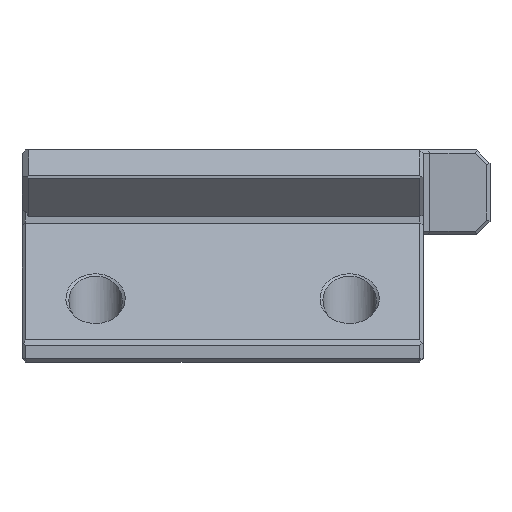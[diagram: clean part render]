
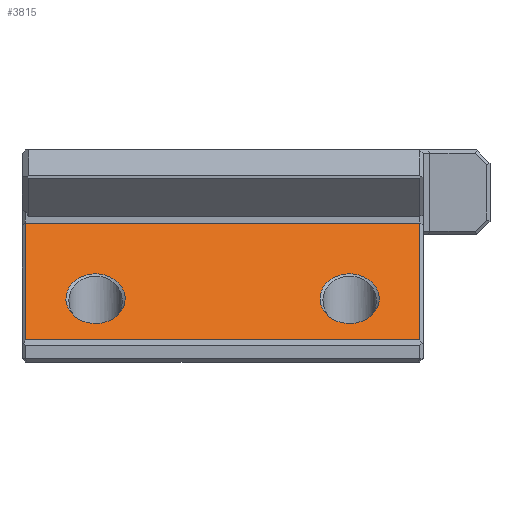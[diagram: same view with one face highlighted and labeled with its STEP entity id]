
A CAD part, left-side view. The second image highlights one B-rep face of the part: STEP entity #3815.
In plain terms, the highlighted planar face has unit normal (-0.643, 0, 0.766).
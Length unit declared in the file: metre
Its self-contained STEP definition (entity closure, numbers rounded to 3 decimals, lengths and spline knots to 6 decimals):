
#75=B_SPLINE_CURVE_WITH_KNOTS('',3,(#5945,#5946,#5947,#5948,#5949,#5950,
#5951,#5952,#5953,#5954,#5955,#5956,#5957,#5958,#5959,#5960,#5961,#5962,
#5963),.UNSPECIFIED.,.T.,.F.,(1,1,1,1,1,1,1,1,1,1,1,1,1,1,1,1,1,1,1,1,1,
1,1),(-0.190789,-0.128289,-0.065789,0.,0.059375,
0.121719,0.184211,0.246711,0.309211,0.371711,
0.434211,0.496711,0.559211,0.621711,
0.684211,0.746711,0.809211,0.871711,
0.934211,1.,1.059375,1.121719,1.184211),.UNSPECIFIED.);
#76=B_SPLINE_CURVE_WITH_KNOTS('',3,(#5965,#5966,#5967,#5968,#5969,#5970,
#5971,#5972,#5973,#5974,#5975,#5976,#5977,#5978,#5979,#5980,#5981,#5982,
#5983),.UNSPECIFIED.,.T.,.F.,(1,1,1,1,1,1,1,1,1,1,1,1,1,1,1,1,1,1,1,1,1,
1,1),(-0.190789,-0.128289,-0.065789,0.,0.059375,
0.121719,0.184211,0.246711,0.309211,0.371711,
0.434211,0.496711,0.559211,0.621711,
0.684211,0.746711,0.809211,0.871711,
0.934211,1.,1.059375,1.121719,1.184211),.UNSPECIFIED.);
#353=ORIENTED_EDGE('',*,*,#1439,.T.);
#354=ORIENTED_EDGE('',*,*,#1440,.T.);
#355=ORIENTED_EDGE('',*,*,#1441,.T.);
#356=ORIENTED_EDGE('',*,*,#1442,.T.);
#357=ORIENTED_EDGE('',*,*,#1443,.T.);
#358=ORIENTED_EDGE('',*,*,#1444,.T.);
#1439=EDGE_CURVE('',#1966,#1966,#75,.T.);
#1440=EDGE_CURVE('',#1967,#1967,#76,.T.);
#1441=EDGE_CURVE('',#1968,#1969,#2295,.T.);
#1442=EDGE_CURVE('',#1969,#1970,#2296,.T.);
#1443=EDGE_CURVE('',#1970,#1971,#2297,.T.);
#1444=EDGE_CURVE('',#1971,#1968,#2298,.T.);
#1966=VERTEX_POINT('',#5964);
#1967=VERTEX_POINT('',#5984);
#1968=VERTEX_POINT('',#5986);
#1969=VERTEX_POINT('',#5987);
#1970=VERTEX_POINT('',#5989);
#1971=VERTEX_POINT('',#5991);
#2295=LINE('',#5985,#2740);
#2296=LINE('',#5988,#2741);
#2297=LINE('',#5990,#2742);
#2298=LINE('',#5992,#2743);
#2740=VECTOR('',#4553,1.);
#2741=VECTOR('',#4554,1.);
#2742=VECTOR('',#4555,1.);
#2743=VECTOR('',#4556,1.);
#3126=EDGE_LOOP('',(#353));
#3127=EDGE_LOOP('',(#354));
#3128=EDGE_LOOP('',(#355,#356,#357,#358));
#3382=FACE_BOUND('',#3126,.T.);
#3383=FACE_BOUND('',#3127,.T.);
#3384=FACE_BOUND('',#3128,.T.);
#3626=PLANE('',#4092);
#3815=ADVANCED_FACE('',(#3382,#3383,#3384),#3626,.F.);
#4092=AXIS2_PLACEMENT_3D('',#5944,#4551,#4552);
#4551=DIRECTION('',(0.643,0.,-0.766));
#4552=DIRECTION('',(-0.766,0.,-0.643));
#4553=DIRECTION('',(-0.766,0.,-0.643));
#4554=DIRECTION('',(0.,-1.,0.));
#4555=DIRECTION('',(0.766,0.,0.643));
#4556=DIRECTION('',(0.,1.,0.));
#5944=CARTESIAN_POINT('',(-0.0294,-0.06,-0.010894));
#5945=CARTESIAN_POINT('',(-0.036447,-0.012801,-0.016807));
#5946=CARTESIAN_POINT('',(-0.036823,-0.011058,-0.017123));
#5947=CARTESIAN_POINT('',(-0.036486,-0.009326,-0.01684));
#5948=CARTESIAN_POINT('',(-0.035555,-0.007849,-0.016059));
#5949=CARTESIAN_POINT('',(-0.034102,-0.006847,-0.01484));
#5950=CARTESIAN_POINT('',(-0.032368,-0.006453,-0.013385));
#5951=CARTESIAN_POINT('',(-0.03063,-0.006772,-0.011927));
#5952=CARTESIAN_POINT('',(-0.029126,-0.00772,-0.010665));
#5953=CARTESIAN_POINT('',(-0.028122,-0.009174,-0.009822));
#5954=CARTESIAN_POINT('',(-0.027729,-0.010908,-0.009492));
#5955=CARTESIAN_POINT('',(-0.028048,-0.012646,-0.00976));
#5956=CARTESIAN_POINT('',(-0.028996,-0.01415,-0.010555));
#5957=CARTESIAN_POINT('',(-0.03045,-0.015153,-0.011775));
#5958=CARTESIAN_POINT('',(-0.032183,-0.015547,-0.01323));
#5959=CARTESIAN_POINT('',(-0.033921,-0.015228,-0.014688));
#5960=CARTESIAN_POINT('',(-0.035425,-0.01428,-0.01595));
#5961=CARTESIAN_POINT('',(-0.036447,-0.012801,-0.016807));
#5962=CARTESIAN_POINT('',(-0.036823,-0.011058,-0.017123));
#5963=CARTESIAN_POINT('',(-0.036486,-0.009326,-0.01684));
#5964=CARTESIAN_POINT('',(-0.036705,-0.011,-0.017024));
#5965=CARTESIAN_POINT('',(-0.036447,-0.050801,-0.016807));
#5966=CARTESIAN_POINT('',(-0.036823,-0.049058,-0.017123));
#5967=CARTESIAN_POINT('',(-0.036486,-0.047326,-0.01684));
#5968=CARTESIAN_POINT('',(-0.035555,-0.045849,-0.016059));
#5969=CARTESIAN_POINT('',(-0.034102,-0.044847,-0.01484));
#5970=CARTESIAN_POINT('',(-0.032368,-0.044453,-0.013385));
#5971=CARTESIAN_POINT('',(-0.03063,-0.044772,-0.011927));
#5972=CARTESIAN_POINT('',(-0.029126,-0.04572,-0.010665));
#5973=CARTESIAN_POINT('',(-0.028122,-0.047174,-0.009822));
#5974=CARTESIAN_POINT('',(-0.027729,-0.048908,-0.009492));
#5975=CARTESIAN_POINT('',(-0.028048,-0.050646,-0.00976));
#5976=CARTESIAN_POINT('',(-0.028996,-0.05215,-0.010555));
#5977=CARTESIAN_POINT('',(-0.03045,-0.053153,-0.011775));
#5978=CARTESIAN_POINT('',(-0.032183,-0.053547,-0.01323));
#5979=CARTESIAN_POINT('',(-0.033921,-0.053228,-0.014688));
#5980=CARTESIAN_POINT('',(-0.035425,-0.05228,-0.01595));
#5981=CARTESIAN_POINT('',(-0.036447,-0.050801,-0.016807));
#5982=CARTESIAN_POINT('',(-0.036823,-0.049058,-0.017123));
#5983=CARTESIAN_POINT('',(-0.036486,-0.047326,-0.01684));
#5984=CARTESIAN_POINT('',(-0.036705,-0.049,-0.017024));
#5985=CARTESIAN_POINT('',(-0.0294,-0.0005,-0.010894));
#5986=CARTESIAN_POINT('',(-0.0188,-0.0005,-0.002));
#5987=CARTESIAN_POINT('',(-0.039617,-0.0005,-0.019468));
#5988=CARTESIAN_POINT('',(-0.039617,-0.06,-0.019468));
#5989=CARTESIAN_POINT('',(-0.039617,-0.0595,-0.019468));
#5990=CARTESIAN_POINT('',(-0.0188,-0.0595,-0.002));
#5991=CARTESIAN_POINT('',(-0.0188,-0.0595,-0.002));
#5992=CARTESIAN_POINT('',(-0.0188,-0.06,-0.002));
